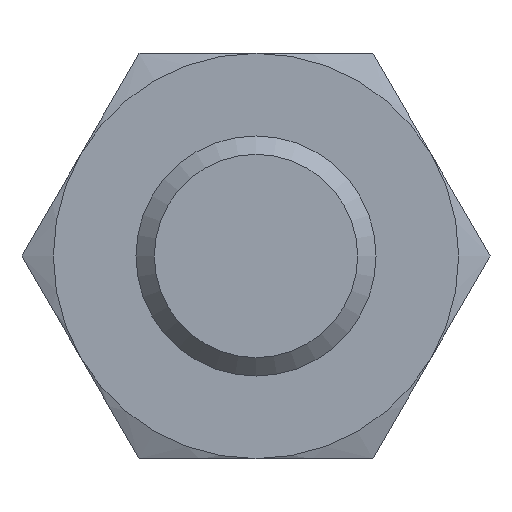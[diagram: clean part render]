
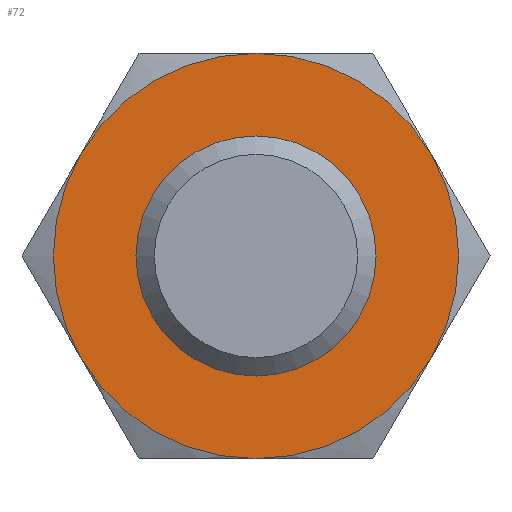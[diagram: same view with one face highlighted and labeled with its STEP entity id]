
A CAD part, front view. The second image highlights one B-rep face of the part: STEP entity #72.
In plain terms, the highlighted planar face has unit normal (0, -1, 0).
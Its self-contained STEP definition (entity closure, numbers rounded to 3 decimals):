
#72 = ADVANCED_FACE( '', ( #153, #154 ), #155, .F. );
#153 = FACE_BOUND( '', #244, .T. );
#154 = FACE_OUTER_BOUND( '', #245, .T. );
#155 = PLANE( '', #246 );
#244 = EDGE_LOOP( '', ( #381 ) );
#245 = EDGE_LOOP( '', ( #382, #383, #384, #385, #386, #387 ) );
#246 = AXIS2_PLACEMENT_3D( '', #388, #389, #390 );
#381 = ORIENTED_EDGE( '', *, *, #539, .F. );
#382 = ORIENTED_EDGE( '', *, *, #540, .T. );
#383 = ORIENTED_EDGE( '', *, *, #541, .T. );
#384 = ORIENTED_EDGE( '', *, *, #542, .T. );
#385 = ORIENTED_EDGE( '', *, *, #543, .T. );
#386 = ORIENTED_EDGE( '', *, *, #524, .T. );
#387 = ORIENTED_EDGE( '', *, *, #498, .T. );
#388 = CARTESIAN_POINT( '', ( 13.5, 0., 0. ) );
#389 = DIRECTION( '', ( 0., 1., 0. ) );
#390 = DIRECTION( '', ( 0., 0., 1. ) );
#498 = EDGE_CURVE( '', #574, #575, #576, .T. );
#524 = EDGE_CURVE( '', #614, #574, #618, .T. );
#539 = EDGE_CURVE( '', #639, #639, #640, .T. );
#540 = EDGE_CURVE( '', #575, #606, #641, .T. );
#541 = EDGE_CURVE( '', #606, #642, #643, .T. );
#542 = EDGE_CURVE( '', #642, #623, #644, .T. );
#543 = EDGE_CURVE( '', #623, #614, #645, .T. );
#574 = VERTEX_POINT( '', #678 );
#575 = VERTEX_POINT( '', #679 );
#576 = CIRCLE( '', #680, 13.5 );
#606 = VERTEX_POINT( '', #751 );
#614 = VERTEX_POINT( '', #775 );
#618 = CIRCLE( '', #789, 13.5 );
#623 = VERTEX_POINT( '', #795 );
#639 = VERTEX_POINT( '', #844 );
#640 = CIRCLE( '', #845, 6.5 );
#641 = CIRCLE( '', #846, 13.5 );
#642 = VERTEX_POINT( '', #847 );
#643 = CIRCLE( '', #848, 13.5 );
#644 = CIRCLE( '', #849, 13.5 );
#645 = CIRCLE( '', #850, 13.5 );
#678 = CARTESIAN_POINT( '', ( -11.691, 0., -6.75 ) );
#679 = CARTESIAN_POINT( '', ( 0., 0., -13.5 ) );
#680 = AXIS2_PLACEMENT_3D( '', #908, #909, #910 );
#751 = CARTESIAN_POINT( '', ( 11.691, 0., -6.75 ) );
#775 = CARTESIAN_POINT( '', ( -11.691, 0., 6.75 ) );
#789 = AXIS2_PLACEMENT_3D( '', #925, #926, #927 );
#795 = CARTESIAN_POINT( '', ( 0., 0., 13.5 ) );
#844 = CARTESIAN_POINT( '', ( 0., 0., -6.5 ) );
#845 = AXIS2_PLACEMENT_3D( '', #932, #933, #934 );
#846 = AXIS2_PLACEMENT_3D( '', #935, #936, #937 );
#847 = CARTESIAN_POINT( '', ( 11.691, 0., 6.75 ) );
#848 = AXIS2_PLACEMENT_3D( '', #938, #939, #940 );
#849 = AXIS2_PLACEMENT_3D( '', #941, #942, #943 );
#850 = AXIS2_PLACEMENT_3D( '', #944, #945, #946 );
#908 = CARTESIAN_POINT( '', ( 0., 0., 0. ) );
#909 = DIRECTION( '', ( 0., -1., 0. ) );
#910 = DIRECTION( '', ( 0., 0., -1. ) );
#925 = CARTESIAN_POINT( '', ( 0., 0., 0. ) );
#926 = DIRECTION( '', ( 0., -1., 0. ) );
#927 = DIRECTION( '', ( 0., 0., -1. ) );
#932 = CARTESIAN_POINT( '', ( 0., 0., 0. ) );
#933 = DIRECTION( '', ( 0., -1., 0. ) );
#934 = DIRECTION( '', ( 0., 0., -1. ) );
#935 = CARTESIAN_POINT( '', ( 0., 0., 0. ) );
#936 = DIRECTION( '', ( 0., -1., 0. ) );
#937 = DIRECTION( '', ( 0., 0., -1. ) );
#938 = CARTESIAN_POINT( '', ( 0., 0., 0. ) );
#939 = DIRECTION( '', ( 0., -1., 0. ) );
#940 = DIRECTION( '', ( 0., 0., -1. ) );
#941 = CARTESIAN_POINT( '', ( 0., 0., 0. ) );
#942 = DIRECTION( '', ( 0., -1., 0. ) );
#943 = DIRECTION( '', ( 0., 0., -1. ) );
#944 = CARTESIAN_POINT( '', ( 0., 0., 0. ) );
#945 = DIRECTION( '', ( 0., -1., 0. ) );
#946 = DIRECTION( '', ( 0., 0., -1. ) );
